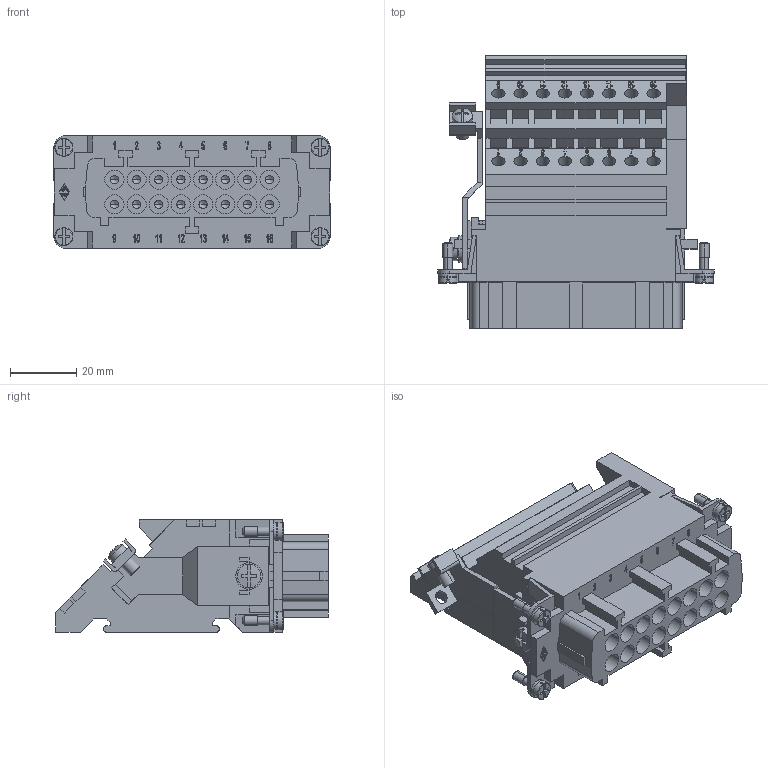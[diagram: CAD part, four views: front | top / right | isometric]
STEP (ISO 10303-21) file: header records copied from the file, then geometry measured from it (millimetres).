
FILE_DESCRIPTION((''),'2;1');
FILE_NAME('CTSEF 16 L.stp','2006-11-27T13:14:52',('gembarski'),(''),'Autodesk Inventor 7','Autodesk Inventor 7','');
FILE_SCHEMA(('AUTOMOTIVE_DESIGN { 1 0 10303 214 1 1 1 1 }'));
Length unit declared in the file: millimetre
Products named in the file (1): CTSEF 16 L
Bounding box: 83.5 x 82.5 x 34 mm (x, y, z)
Volume: 117898.8 mm3; surface area: 32128.7 mm2
Topology: 1 solids, 1 shells, 1422 faces, 3789 edges, 2450 vertices
Faces by surface type: plane 759, bspline 559, cylinder 90, sphere 6, cone 4, torus 4
Entity records: 47011 total; most frequent: CARTESIAN_POINT 14377, ORIENTED_EDGE 7514, DIRECTION 5288, EDGE_CURVE 3757, VECTOR 2690, LINE 2690, VERTEX_POINT 2450, EDGE_LOOP 1571
